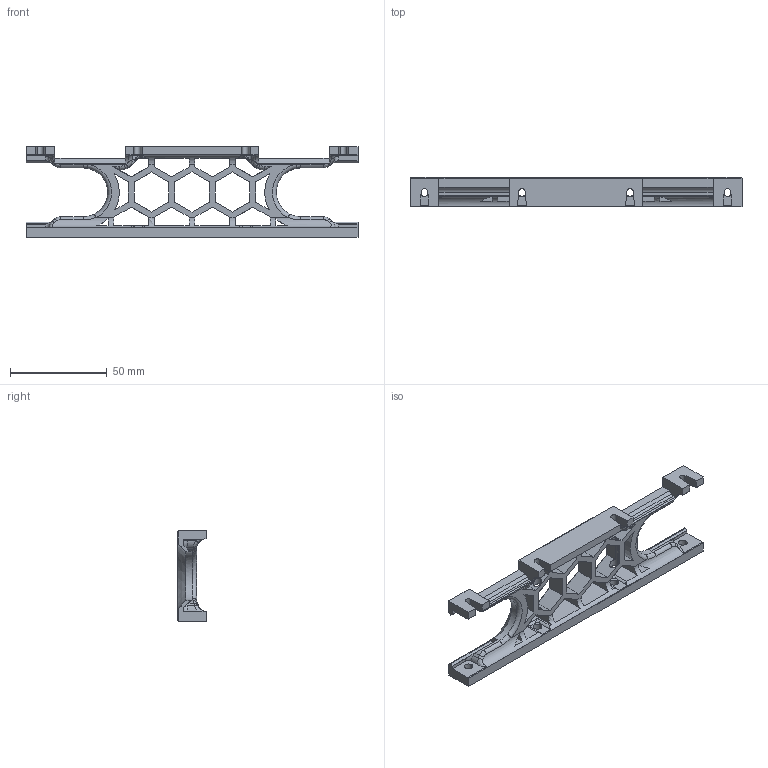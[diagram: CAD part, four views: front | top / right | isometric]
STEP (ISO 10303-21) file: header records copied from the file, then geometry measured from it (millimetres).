
FILE_DESCRIPTION (( 'STEP AP214' ), '1' );
FILE_NAME ('new_front_skirt.STEP', '2021-08-24T06:13:24', ( '' ), ( '' ), 'SwSTEP 2.0', 'SolidWorks 2021', '' );
FILE_SCHEMA (( 'AUTOMOTIVE_DESIGN' ));
Length unit declared in the file: millimetre
Products named in the file (1): new_front_skirt
Bounding box: 171.95 x 15 x 47 mm (x, y, z)
Volume: 37342.8 mm3; surface area: 22128.8 mm2
Topology: 1 solids, 1 shells, 411 faces, 1104 edges, 678 vertices
Faces by surface type: plane 265, cylinder 72, bspline 36, cone 22, torus 16
Entity records: 14010 total; most frequent: CARTESIAN_POINT 4090, ORIENTED_EDGE 2192, DIRECTION 1886, EDGE_CURVE 1096, VECTOR 726, LINE 726, VERTEX_POINT 678, AXIS2_PLACEMENT_3D 580
